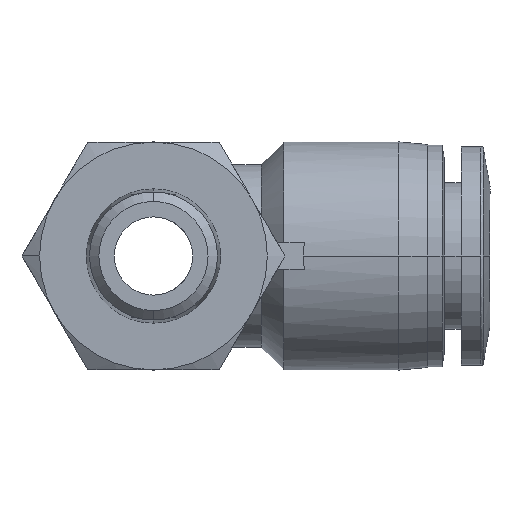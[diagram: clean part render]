
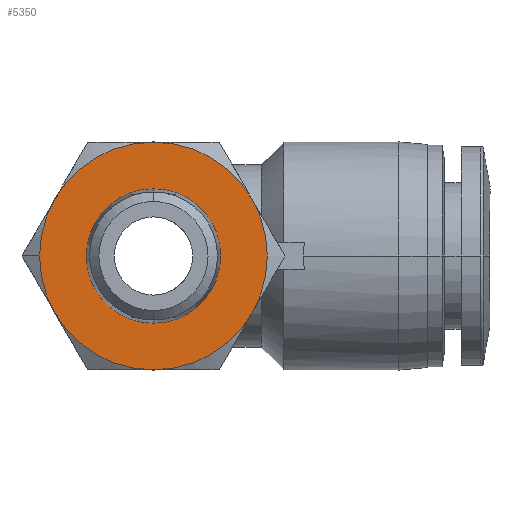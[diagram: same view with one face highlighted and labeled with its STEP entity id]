
A CAD part, front view. The second image highlights one B-rep face of the part: STEP entity #5350.
In plain terms, the highlighted planar face has unit normal (0, -1, 0).
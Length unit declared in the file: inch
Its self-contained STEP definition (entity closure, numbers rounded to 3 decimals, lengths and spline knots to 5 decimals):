
#122 = DIRECTION ( 'NONE',  ( 0., -1., 0. ) ) ;
#166 = CIRCLE ( 'NONE', #4267, 0.3437 ) ;
#175 = EDGE_CURVE ( 'NONE', #5839, #3327, #1174, .T. ) ;
#254 = CARTESIAN_POINT ( 'NONE',  ( 0.29765, -0.23622, -0.17185 ) ) ;
#281 = EDGE_CURVE ( 'NONE', #5910, #5852, #833, .T. ) ;
#360 = EDGE_CURVE ( 'NONE', #3327, #3185, #808, .T. ) ;
#562 = AXIS2_PLACEMENT_3D ( 'NONE', #2924, #122, #3419 ) ;
#589 = PLANE ( 'NONE',  #5388 ) ;
#595 = EDGE_CURVE ( 'NONE', #4744, #3820, #2115, .T. ) ;
#693 = EDGE_CURVE ( 'NONE', #3820, #5839, #2958, .T. ) ;
#738 = CARTESIAN_POINT ( 'NONE',  ( 0., -0.23622, 0. ) ) ;
#764 = CARTESIAN_POINT ( 'NONE',  ( 0., -0.23622, 0. ) ) ;
#808 = CIRCLE ( 'NONE', #3303, 0.3437 ) ;
#833 = CIRCLE ( 'NONE', #2291, 0.20276 ) ;
#1021 = CIRCLE ( 'NONE', #5394, 0.20276 ) ;
#1068 = DIRECTION ( 'NONE',  ( -1., 0., 0. ) ) ;
#1095 = DIRECTION ( 'NONE',  ( 0., -1., 0. ) ) ;
#1174 = CIRCLE ( 'NONE', #1359, 0.3437 ) ;
#1204 = DIRECTION ( 'NONE',  ( -1., 0., 0. ) ) ;
#1233 = DIRECTION ( 'NONE',  ( 0., 0., 1. ) ) ;
#1309 = CARTESIAN_POINT ( 'NONE',  ( -0.29765, -0.23622, -0.17185 ) ) ;
#1322 = CARTESIAN_POINT ( 'NONE',  ( 0., -0.23622, 0. ) ) ;
#1359 = AXIS2_PLACEMENT_3D ( 'NONE', #3855, #3835, #3812 ) ;
#1427 = CARTESIAN_POINT ( 'NONE',  ( 0., -0.23622, 0.3437 ) ) ;
#1558 = CARTESIAN_POINT ( 'NONE',  ( -0.3437, -0.23622, 0. ) ) ;
#1773 = DIRECTION ( 'NONE',  ( 0., -1., 0. ) ) ;
#1991 = AXIS2_PLACEMENT_3D ( 'NONE', #1322, #1095, #1068 ) ;
#2013 = ORIENTED_EDGE ( 'NONE', *, *, #281, .F. ) ;
#2037 = CARTESIAN_POINT ( 'NONE',  ( 0., -0.23622, 0. ) ) ;
#2115 = CIRCLE ( 'NONE', #2436, 0.3437 ) ;
#2291 = AXIS2_PLACEMENT_3D ( 'NONE', #3336, #3315, #3292 ) ;
#2298 = CARTESIAN_POINT ( 'NONE',  ( 0., -0.23622, 0.20276 ) ) ;
#2399 = CARTESIAN_POINT ( 'NONE',  ( -0.29765, -0.23622, 0.17185 ) ) ;
#2434 = ORIENTED_EDGE ( 'NONE', *, *, #4862, .T. ) ;
#2436 = AXIS2_PLACEMENT_3D ( 'NONE', #5325, #5284, #5260 ) ;
#2525 = DIRECTION ( 'NONE',  ( 0., 0., 1. ) ) ;
#2674 = DIRECTION ( 'NONE',  ( 0., 0., 1. ) ) ;
#2694 = DIRECTION ( 'NONE',  ( 0., -1., 0. ) ) ;
#2720 = CARTESIAN_POINT ( 'NONE',  ( 0., -0.23622, 0. ) ) ;
#2827 = CARTESIAN_POINT ( 'NONE',  ( 0., -0.23622, -0.20276 ) ) ;
#2924 = CARTESIAN_POINT ( 'NONE',  ( 0., -0.23622, 0. ) ) ;
#2942 = FACE_OUTER_BOUND ( 'NONE', #4637, .T. ) ;
#2957 = ORIENTED_EDGE ( 'NONE', *, *, #175, .T. ) ;
#2958 = CIRCLE ( 'NONE', #1991, 0.3437 ) ;
#3080 = ORIENTED_EDGE ( 'NONE', *, *, #4359, .F. ) ;
#3185 = VERTEX_POINT ( 'NONE', #254 ) ;
#3292 = DIRECTION ( 'NONE',  ( 0., 0., 1. ) ) ;
#3303 = AXIS2_PLACEMENT_3D ( 'NONE', #2720, #2694, #2674 ) ;
#3315 = DIRECTION ( 'NONE',  ( 0., -1., 0. ) ) ;
#3327 = VERTEX_POINT ( 'NONE', #4686 ) ;
#3336 = CARTESIAN_POINT ( 'NONE',  ( 0., -0.23622, 0. ) ) ;
#3401 = VERTEX_POINT ( 'NONE', #1427 ) ;
#3419 = DIRECTION ( 'NONE',  ( -1., 0., 0. ) ) ;
#3464 = VERTEX_POINT ( 'NONE', #6045 ) ;
#3794 = ORIENTED_EDGE ( 'NONE', *, *, #595, .T. ) ;
#3812 = DIRECTION ( 'NONE',  ( -1., 0., 0. ) ) ;
#3820 = VERTEX_POINT ( 'NONE', #1558 ) ;
#3835 = DIRECTION ( 'NONE',  ( 0., -1., 0. ) ) ;
#3855 = CARTESIAN_POINT ( 'NONE',  ( 0., -0.23622, 0. ) ) ;
#4068 = DIRECTION ( 'NONE',  ( 0., -1., 0. ) ) ;
#4098 = DIRECTION ( 'NONE',  ( 0., -1., 0. ) ) ;
#4267 = AXIS2_PLACEMENT_3D ( 'NONE', #738, #4068, #1204 ) ;
#4295 = EDGE_LOOP ( 'NONE', ( #3080, #2013 ) ) ;
#4359 = EDGE_CURVE ( 'NONE', #5852, #5910, #1021, .T. ) ;
#4463 = CIRCLE ( 'NONE', #562, 0.3437 ) ;
#4637 = EDGE_LOOP ( 'NONE', ( #4796, #2434, #3794, #5397, #2957, #4901, #5849 ) ) ;
#4676 = CARTESIAN_POINT ( 'NONE',  ( -0.27323, -0.23622, 0. ) ) ;
#4686 = CARTESIAN_POINT ( 'NONE',  ( 0., -0.23622, -0.3437 ) ) ;
#4744 = VERTEX_POINT ( 'NONE', #2399 ) ;
#4781 = EDGE_CURVE ( 'NONE', #3185, #3464, #4463, .T. ) ;
#4796 = ORIENTED_EDGE ( 'NONE', *, *, #4979, .T. ) ;
#4862 = EDGE_CURVE ( 'NONE', #3401, #4744, #5307, .T. ) ;
#4901 = ORIENTED_EDGE ( 'NONE', *, *, #360, .T. ) ;
#4979 = EDGE_CURVE ( 'NONE', #3464, #3401, #166, .T. ) ;
#5174 = DIRECTION ( 'NONE',  ( 0., 0., -1. ) ) ;
#5260 = DIRECTION ( 'NONE',  ( -1., 0., 0. ) ) ;
#5284 = DIRECTION ( 'NONE',  ( 0., -1., 0. ) ) ;
#5307 = CIRCLE ( 'NONE', #5356, 0.3437 ) ;
#5325 = CARTESIAN_POINT ( 'NONE',  ( 0., -0.23622, 0. ) ) ;
#5350 = ADVANCED_FACE ( 'NONE', ( #5516, #2942 ), #589, .T. ) ;
#5356 = AXIS2_PLACEMENT_3D ( 'NONE', #2037, #5432, #2525 ) ;
#5388 = AXIS2_PLACEMENT_3D ( 'NONE', #4676, #1773, #5174 ) ;
#5394 = AXIS2_PLACEMENT_3D ( 'NONE', #764, #4098, #1233 ) ;
#5397 = ORIENTED_EDGE ( 'NONE', *, *, #693, .T. ) ;
#5432 = DIRECTION ( 'NONE',  ( 0., -1., 0. ) ) ;
#5516 = FACE_BOUND ( 'NONE', #4295, .T. ) ;
#5839 = VERTEX_POINT ( 'NONE', #1309 ) ;
#5849 = ORIENTED_EDGE ( 'NONE', *, *, #4781, .T. ) ;
#5852 = VERTEX_POINT ( 'NONE', #2298 ) ;
#5910 = VERTEX_POINT ( 'NONE', #2827 ) ;
#6045 = CARTESIAN_POINT ( 'NONE',  ( 0.29765, -0.23622, 0.17185 ) ) ;
